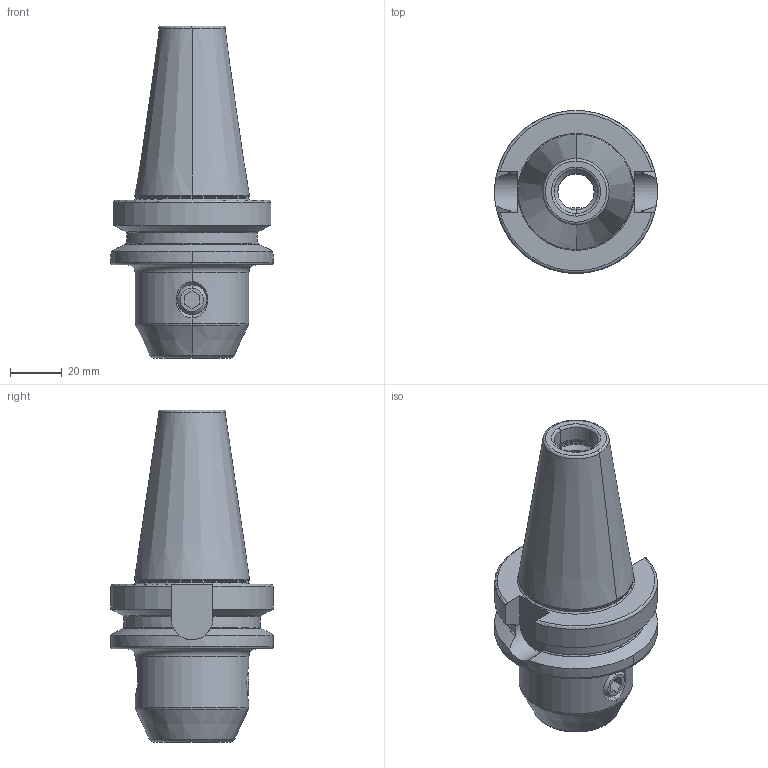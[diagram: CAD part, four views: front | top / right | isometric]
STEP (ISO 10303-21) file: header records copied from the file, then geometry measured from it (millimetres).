
FILE_DESCRIPTION((''),'2;1');
FILE_NAME('405_04_14','2020-07-23T',('101107'),(''),'CREO PARAMETRIC BY PTC INC, 2016260','CREO PARAMETRIC BY PTC INC, 2016260','');
FILE_SCHEMA(('CONFIG_CONTROL_DESIGN'));
Length unit declared in the file: millimetre
Products named in the file (1): 405_04_14
Bounding box: 63 x 63 x 128.4 mm (x, y, z)
Volume: 163000.5 mm3; surface area: 28185.2 mm2
Topology: 1 solids, 1 shells, 100 faces, 241 edges, 145 vertices
Faces by surface type: torus 28, plane 26, cylinder 24, cone 20, sphere 2
Entity records: 3191 total; most frequent: CARTESIAN_POINT 805, DIRECTION 523, ORIENTED_EDGE 478, EDGE_CURVE 239, AXIS2_PLACEMENT_3D 219, VERTEX_POINT 145, CIRCLE 116, EDGE_LOOP 106
